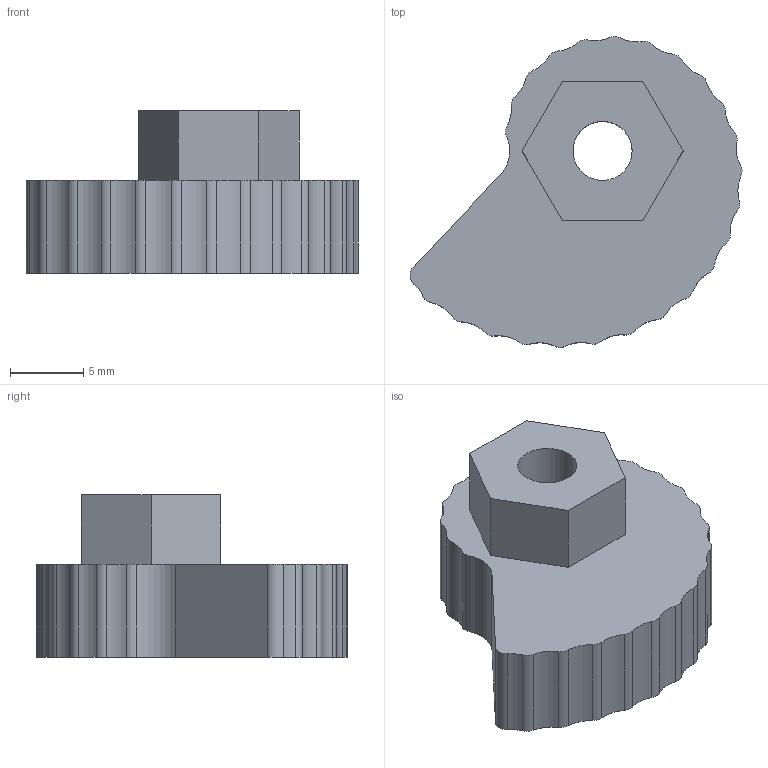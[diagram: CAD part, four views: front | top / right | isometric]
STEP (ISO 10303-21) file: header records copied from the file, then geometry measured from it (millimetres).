
FILE_DESCRIPTION(/* description */ (''),/* implementation_level */ '2;1');
FILE_NAME(/* name */ '217-3431-STEP1.stp',/* time_stamp */ '2018-11-23T23:29:37-08:00',/* author */ ('maste'),/* organization */ (''),/* preprocessor_version */ 'ST-DEVELOPER v16.13',/* originating_system */ 'Autodesk Inventor 2018',/* authorisation */ '');
FILE_SCHEMA (('AUTOMOTIVE_DESIGN { 1 0 10303 214 3 1 1 }'));
Length unit declared in the file: inch
Products named in the file (1): 217-3431-STEP
Bounding box: 22.69 x 21.26 x 11.11 mm (x, y, z)
Volume: 2254.2 mm3; surface area: 1351.2 mm2
Topology: 1 solids, 1 shells, 61 faces, 174 edges, 116 vertices
Faces by surface type: cylinder 51, plane 10
Full cylindrical faces by diameter (mm): 4.039 x1
Entity records: 2097 total; most frequent: DIRECTION 399, CARTESIAN_POINT 351, ORIENTED_EDGE 346, EDGE_CURVE 173, AXIS2_PLACEMENT_3D 164, VERTEX_POINT 116, CIRCLE 102, LINE 71
